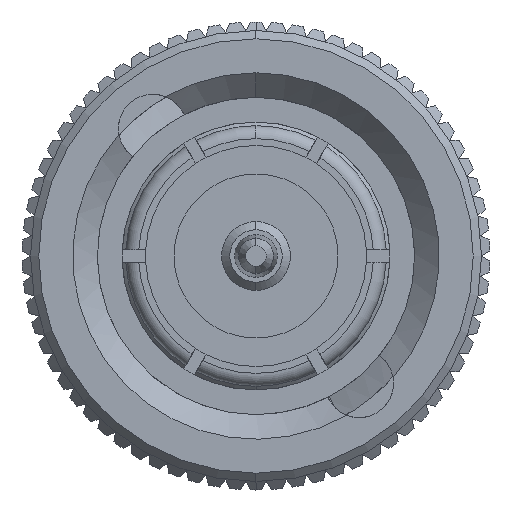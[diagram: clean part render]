
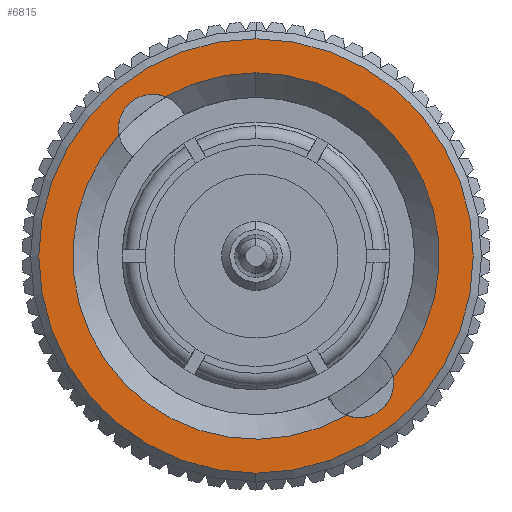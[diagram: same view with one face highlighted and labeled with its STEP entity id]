
A CAD part, left-side view. The second image highlights one B-rep face of the part: STEP entity #6815.
In plain terms, the highlighted planar face has unit normal (-1, 0, 0).
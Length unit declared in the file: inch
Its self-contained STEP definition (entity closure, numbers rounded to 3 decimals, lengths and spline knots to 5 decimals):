
#134 = EDGE_LOOP ( 'NONE', ( #14748, #900, #10733, #14171, #16468, #2914 ) ) ;
#354 = DIRECTION ( 'NONE',  ( 0., 0., -1. ) ) ;
#673 = PLANE ( 'NONE',  #12066 ) ;
#712 = ORIENTED_EDGE ( 'NONE', *, *, #14039, .T. ) ;
#900 = ORIENTED_EDGE ( 'NONE', *, *, #14843, .T. ) ;
#974 = AXIS2_PLACEMENT_3D ( 'NONE', #3887, #8978, #10297 ) ;
#1299 = CARTESIAN_POINT ( 'NONE',  ( 0., 0., 0. ) ) ;
#1361 = CARTESIAN_POINT ( 'NONE',  ( 0., 0.12592, 0.15539 ) ) ;
#1765 = CIRCLE ( 'NONE', #974, 0.2235 ) ;
#2102 = CIRCLE ( 'NONE', #11422, 0.265 ) ;
#2446 = DIRECTION ( 'NONE',  ( -1., 0., 0. ) ) ;
#2914 = ORIENTED_EDGE ( 'NONE', *, *, #11965, .T. ) ;
#3123 = CARTESIAN_POINT ( 'NONE',  ( 0., 0.12592, 0.19729 ) ) ;
#3559 = AXIS2_PLACEMENT_3D ( 'NONE', #5063, #8730, #6316 ) ;
#3717 = DIRECTION ( 'NONE',  ( 0., 0., -1. ) ) ;
#3887 = CARTESIAN_POINT ( 'NONE',  ( 0., 0., 0. ) ) ;
#4205 = DIRECTION ( 'NONE',  ( -1., 0., 0. ) ) ;
#4261 = EDGE_CURVE ( 'NONE', #16349, #15433, #10157, .T. ) ;
#4293 = AXIS2_PLACEMENT_3D ( 'NONE', #1361, #2446, #7703 ) ;
#5063 = CARTESIAN_POINT ( 'NONE',  ( 0., -0.12592, -0.15539 ) ) ;
#5256 = VERTEX_POINT ( 'NONE', #6401 ) ;
#5442 = CARTESIAN_POINT ( 'NONE',  ( 0., -0.16721, -0.1483 ) ) ;
#5479 = ORIENTED_EDGE ( 'NONE', *, *, #15111, .T. ) ;
#5518 = FACE_BOUND ( 'NONE', #134, .T. ) ;
#5550 = DIRECTION ( 'NONE',  ( 0., 0., -1. ) ) ;
#6316 = DIRECTION ( 'NONE',  ( 0., 0., -1. ) ) ;
#6367 = AXIS2_PLACEMENT_3D ( 'NONE', #11198, #15210, #6388 ) ;
#6388 = DIRECTION ( 'NONE',  ( 0., 0., -1. ) ) ;
#6401 = CARTESIAN_POINT ( 'NONE',  ( 0., 0.11042, 0.19432 ) ) ;
#6635 = CARTESIAN_POINT ( 'NONE',  ( 0., 0., 0.2235 ) ) ;
#6797 = CARTESIAN_POINT ( 'NONE',  ( 0., -0.11042, -0.19432 ) ) ;
#6801 = CARTESIAN_POINT ( 'NONE',  ( 0., 0., 0. ) ) ;
#6815 = ADVANCED_FACE ( 'NONE', ( #5518, #11754 ), #673, .F. ) ;
#7162 = CIRCLE ( 'NONE', #6367, 0.265 ) ;
#7177 = CIRCLE ( 'NONE', #13275, 0.0419 ) ;
#7388 = EDGE_CURVE ( 'NONE', #16202, #10828, #10740, .T. ) ;
#7703 = DIRECTION ( 'NONE',  ( 0., 0., -1. ) ) ;
#8730 = DIRECTION ( 'NONE',  ( -1., 0., 0. ) ) ;
#8978 = DIRECTION ( 'NONE',  ( 1., 0., 0. ) ) ;
#9224 = VERTEX_POINT ( 'NONE', #13453 ) ;
#9344 = DIRECTION ( 'NONE',  ( 1., 0., 0. ) ) ;
#9498 = CARTESIAN_POINT ( 'NONE',  ( 0., 0., 0. ) ) ;
#9553 = CIRCLE ( 'NONE', #15419, 0.2235 ) ;
#10157 = CIRCLE ( 'NONE', #4293, 0.0419 ) ;
#10172 = EDGE_CURVE ( 'NONE', #5256, #15213, #1765, .T. ) ;
#10297 = DIRECTION ( 'NONE',  ( 0., 0., -1. ) ) ;
#10733 = ORIENTED_EDGE ( 'NONE', *, *, #4261, .F. ) ;
#10740 = CIRCLE ( 'NONE', #3559, 0.0419 ) ;
#10828 = VERTEX_POINT ( 'NONE', #5442 ) ;
#11138 = CARTESIAN_POINT ( 'NONE',  ( 0., 0., 0. ) ) ;
#11198 = CARTESIAN_POINT ( 'NONE',  ( 0., 0., 0. ) ) ;
#11422 = AXIS2_PLACEMENT_3D ( 'NONE', #1299, #12365, #3717 ) ;
#11621 = DIRECTION ( 'NONE',  ( 0., 0., -1. ) ) ;
#11754 = FACE_OUTER_BOUND ( 'NONE', #14836, .T. ) ;
#11793 = AXIS2_PLACEMENT_3D ( 'NONE', #6801, #13358, #5550 ) ;
#11965 = EDGE_CURVE ( 'NONE', #15213, #10828, #12577, .T. ) ;
#12066 = AXIS2_PLACEMENT_3D ( 'NONE', #9498, #9344, #354 ) ;
#12365 = DIRECTION ( 'NONE',  ( -1., 0., 0. ) ) ;
#12577 = CIRCLE ( 'NONE', #11793, 0.2235 ) ;
#13082 = CARTESIAN_POINT ( 'NONE',  ( 0., 0.16721, 0.1483 ) ) ;
#13275 = AXIS2_PLACEMENT_3D ( 'NONE', #15382, #4205, #11621 ) ;
#13313 = DIRECTION ( 'NONE',  ( 0., 0., -1. ) ) ;
#13358 = DIRECTION ( 'NONE',  ( 1., 0., 0. ) ) ;
#13453 = CARTESIAN_POINT ( 'NONE',  ( 0., 0., -0.265 ) ) ;
#14039 = EDGE_CURVE ( 'NONE', #9224, #14054, #7162, .T. ) ;
#14054 = VERTEX_POINT ( 'NONE', #16383 ) ;
#14171 = ORIENTED_EDGE ( 'NONE', *, *, #15233, .F. ) ;
#14570 = DIRECTION ( 'NONE',  ( 1., 0., 0. ) ) ;
#14748 = ORIENTED_EDGE ( 'NONE', *, *, #7388, .F. ) ;
#14836 = EDGE_LOOP ( 'NONE', ( #712, #5479 ) ) ;
#14843 = EDGE_CURVE ( 'NONE', #16202, #15433, #9553, .T. ) ;
#15111 = EDGE_CURVE ( 'NONE', #14054, #9224, #2102, .T. ) ;
#15210 = DIRECTION ( 'NONE',  ( -1., 0., 0. ) ) ;
#15213 = VERTEX_POINT ( 'NONE', #6635 ) ;
#15233 = EDGE_CURVE ( 'NONE', #5256, #16349, #7177, .T. ) ;
#15382 = CARTESIAN_POINT ( 'NONE',  ( 0., 0.12592, 0.15539 ) ) ;
#15419 = AXIS2_PLACEMENT_3D ( 'NONE', #11138, #14570, #13313 ) ;
#15433 = VERTEX_POINT ( 'NONE', #13082 ) ;
#16202 = VERTEX_POINT ( 'NONE', #6797 ) ;
#16349 = VERTEX_POINT ( 'NONE', #3123 ) ;
#16383 = CARTESIAN_POINT ( 'NONE',  ( 0., 0., 0.265 ) ) ;
#16468 = ORIENTED_EDGE ( 'NONE', *, *, #10172, .T. ) ;
